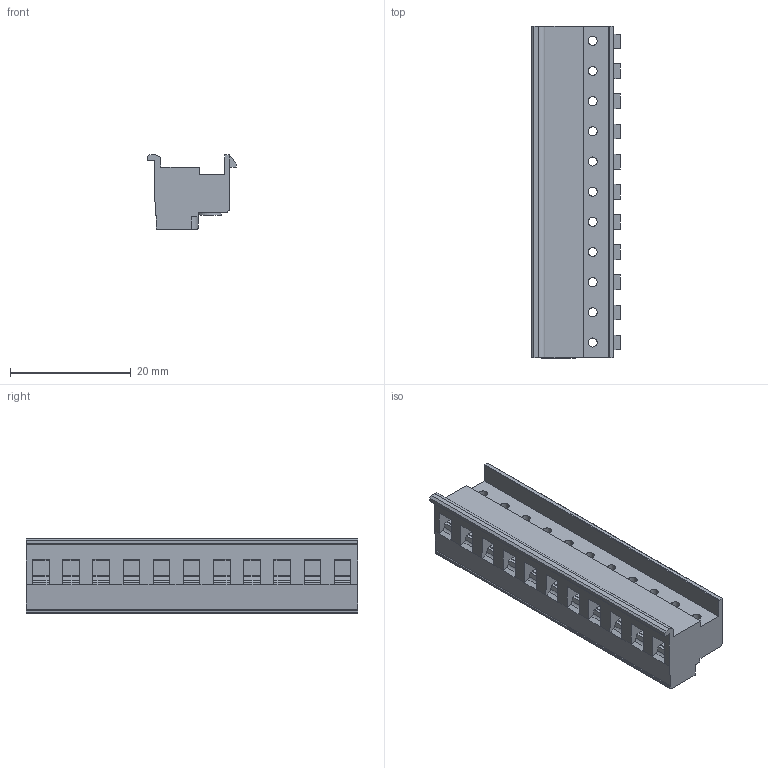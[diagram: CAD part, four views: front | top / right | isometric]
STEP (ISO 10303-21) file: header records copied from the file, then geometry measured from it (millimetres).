
FILE_DESCRIPTION((''),'2;1');
FILE_NAME('TL219-XXP-XC','2024-11-20T15:35:05',('sheji'),(''),'CREO PARAMETRIC BY PTC INC, 2018100','CREO PARAMETRIC BY PTC INC, 2018100','');
FILE_SCHEMA(('CONFIG_CONTROL_DESIGN'));
Length unit declared in the file: millimetre
Products named in the file (1): TL219-XXP-XC
Bounding box: 14.7 x 55 x 12.35 mm (x, y, z)
Volume: 5569.3 mm3; surface area: 4523.5 mm2
Topology: 1 solids, 1 shells, 556 faces, 1629 edges, 1086 vertices
Faces by surface type: plane 406, cylinder 150
Entity records: 18666 total; most frequent: CARTESIAN_POINT 3524, ORIENTED_EDGE 3258, DIRECTION 3052, EDGE_CURVE 1629, VECTOR 1252, LINE 1252, VERTEX_POINT 1086, AXIS2_PLACEMENT_3D 900
